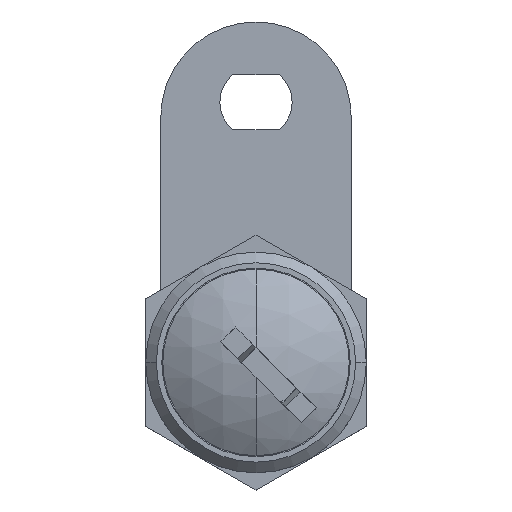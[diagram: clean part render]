
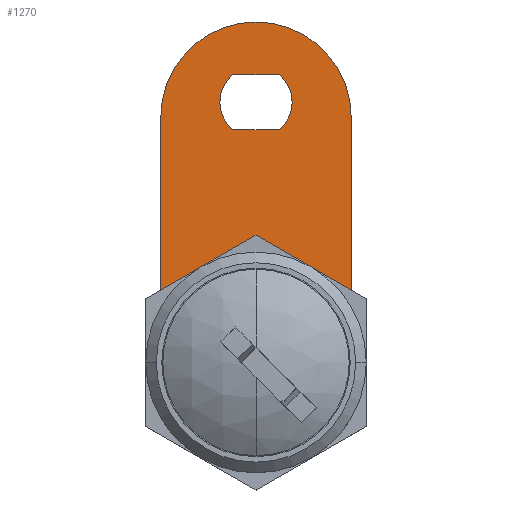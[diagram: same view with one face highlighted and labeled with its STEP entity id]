
A CAD part, top view. The second image highlights one B-rep face of the part: STEP entity #1270.
In plain terms, the highlighted planar face has unit normal (0, 0, 1).
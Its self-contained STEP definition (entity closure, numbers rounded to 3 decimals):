
#1243 = VERTEX_POINT ( 'NONE', #3206 ) ;
#1244 = ORIENTED_EDGE ( 'NONE', *, *, #1245, .F. ) ;
#1245 = EDGE_CURVE ( 'NONE', #1246, #1326, #3205, .T. ) ;
#1246 = VERTEX_POINT ( 'NONE', #3200 ) ;
#1247 = ORIENTED_EDGE ( 'NONE', *, *, #1248, .F. ) ;
#1248 = EDGE_CURVE ( 'NONE', #1249, #1246, #3199, .T. ) ;
#1249 = VERTEX_POINT ( 'NONE', #3195 ) ;
#1250 = ORIENTED_EDGE ( 'NONE', *, *, #1251, .F. ) ;
#1251 = EDGE_CURVE ( 'NONE', #1243, #1249, #3194, .T. ) ;
#1252 = EDGE_LOOP ( 'NONE', ( #1253, #1309, #1312, #1315 ) ) ;
#1253 = ORIENTED_EDGE ( 'NONE', *, *, #1254, .T. ) ;
#1254 = EDGE_CURVE ( 'NONE', #1255, #1308, #3189, .T. ) ;
#1255 = VERTEX_POINT ( 'NONE', #3184 ) ;
#1259 = EDGE_CURVE ( 'NONE', #1260, #1261, #3244, .T. ) ;
#1260 = VERTEX_POINT ( 'NONE', #3236 ) ;
#1261 = VERTEX_POINT ( 'NONE', #3235 ) ;
#1270 = ADVANCED_FACE ( 'NONE', ( #3219, #3218, #3217 ), #3279, .T. ) ;
#1271 = EDGE_LOOP ( 'NONE', ( #1324, #1244, #1247, #1250 ) ) ;
#1295 = ORIENTED_EDGE ( 'NONE', *, *, #1296, .F. ) ;
#1296 = EDGE_CURVE ( 'NONE', #1297, #1323, #3250, .T. ) ;
#1297 = VERTEX_POINT ( 'NONE', #3246 ) ;
#1298 = ORIENTED_EDGE ( 'NONE', *, *, #1299, .F. ) ;
#1299 = EDGE_CURVE ( 'NONE', #1261, #1297, #3311, .T. ) ;
#1300 = ORIENTED_EDGE ( 'NONE', *, *, #1259, .F. ) ;
#1308 = VERTEX_POINT ( 'NONE', #3291 ) ;
#1309 = ORIENTED_EDGE ( 'NONE', *, *, #1310, .T. ) ;
#1310 = EDGE_CURVE ( 'NONE', #1308, #1311, #3290, .T. ) ;
#1311 = VERTEX_POINT ( 'NONE', #3286 ) ;
#1312 = ORIENTED_EDGE ( 'NONE', *, *, #1313, .T. ) ;
#1313 = EDGE_CURVE ( 'NONE', #1311, #1314, #3285, .T. ) ;
#1314 = VERTEX_POINT ( 'NONE', #3280 ) ;
#1315 = ORIENTED_EDGE ( 'NONE', *, *, #1316, .T. ) ;
#1316 = EDGE_CURVE ( 'NONE', #1314, #1255, #3343, .T. ) ;
#1317 = EDGE_LOOP ( 'NONE', ( #1318, #1321, #1295, #1298, #1300 ) ) ;
#1318 = ORIENTED_EDGE ( 'NONE', *, *, #1319, .F. ) ;
#1319 = EDGE_CURVE ( 'NONE', #1320, #1260, #3339, .T. ) ;
#1320 = VERTEX_POINT ( 'NONE', #3335 ) ;
#1321 = ORIENTED_EDGE ( 'NONE', *, *, #1322, .F. ) ;
#1322 = EDGE_CURVE ( 'NONE', #1323, #1320, #3334, .T. ) ;
#1323 = VERTEX_POINT ( 'NONE', #3329 ) ;
#1324 = ORIENTED_EDGE ( 'NONE', *, *, #1325, .F. ) ;
#1325 = EDGE_CURVE ( 'NONE', #1326, #1243, #3328, .T. ) ;
#1326 = VERTEX_POINT ( 'NONE', #3324 ) ;
#3184 = CARTESIAN_POINT ( 'NONE',  ( 9.5, 24.5, 1.15 ) ) ;
#3185 = DIRECTION ( 'NONE',  ( 1., 0., 0. ) ) ;
#3186 = DIRECTION ( 'NONE',  ( 0., 0., 1. ) ) ;
#3187 = CARTESIAN_POINT ( 'NONE',  ( 0., 24.5, 1.15 ) ) ;
#3188 = AXIS2_PLACEMENT_3D ( 'NONE', #3187, #3186, #3185 ) ;
#3189 = CIRCLE ( 'NONE', #3188, 9.5 ) ;
#3190 = DIRECTION ( 'NONE',  ( 1., 0., 0. ) ) ;
#3191 = DIRECTION ( 'NONE',  ( 0., 0., 1. ) ) ;
#3192 = CARTESIAN_POINT ( 'NONE',  ( 0., 0., 1.15 ) ) ;
#3193 = AXIS2_PLACEMENT_3D ( 'NONE', #3192, #3191, #3190 ) ;
#3194 = CIRCLE ( 'NONE', #3193, 3.6 ) ;
#3195 = CARTESIAN_POINT ( 'NONE',  ( 2.75, -2.323, 1.15 ) ) ;
#3196 = DIRECTION ( 'NONE',  ( 0., 1., 0. ) ) ;
#3197 = VECTOR ( 'NONE', #3196, 1000. ) ;
#3198 = CARTESIAN_POINT ( 'NONE',  ( 2.75, 2.323, 1.15 ) ) ;
#3199 = LINE ( 'NONE', #3198, #3197 ) ;
#3200 = CARTESIAN_POINT ( 'NONE',  ( 2.75, 2.323, 1.15 ) ) ;
#3201 = DIRECTION ( 'NONE',  ( 1., 0., 0. ) ) ;
#3202 = DIRECTION ( 'NONE',  ( 0., 0., 1. ) ) ;
#3203 = CARTESIAN_POINT ( 'NONE',  ( 0., 0., 1.15 ) ) ;
#3204 = AXIS2_PLACEMENT_3D ( 'NONE', #3203, #3202, #3201 ) ;
#3205 = CIRCLE ( 'NONE', #3204, 3.6 ) ;
#3206 = CARTESIAN_POINT ( 'NONE',  ( -2.75, -2.323, 1.15 ) ) ;
#3217 = FACE_BOUND ( 'NONE', #1317, .T. ) ;
#3218 = FACE_OUTER_BOUND ( 'NONE', #1252, .T. ) ;
#3219 = FACE_BOUND ( 'NONE', #1271, .T. ) ;
#3235 = CARTESIAN_POINT ( 'NONE',  ( -3.6, 26., 1.15 ) ) ;
#3236 = CARTESIAN_POINT ( 'NONE',  ( -2.323, 28.75, 1.15 ) ) ;
#3237 = DIRECTION ( 'NONE',  ( 1., 0., 0. ) ) ;
#3238 = DIRECTION ( 'NONE',  ( 0., 0., 1. ) ) ;
#3239 = CARTESIAN_POINT ( 'NONE',  ( 0., 26., 1.15 ) ) ;
#3240 = AXIS2_PLACEMENT_3D ( 'NONE', #3239, #3238, #3237 ) ;
#3244 = CIRCLE ( 'NONE', #3240, 3.6 ) ;
#3246 = CARTESIAN_POINT ( 'NONE',  ( -2.323, 23.25, 1.15 ) ) ;
#3247 = DIRECTION ( 'NONE',  ( 1., 0., 0. ) ) ;
#3248 = VECTOR ( 'NONE', #3247, 1000. ) ;
#3249 = CARTESIAN_POINT ( 'NONE',  ( -2.323, 23.25, 1.15 ) ) ;
#3250 = LINE ( 'NONE', #3249, #3248 ) ;
#3275 = DIRECTION ( 'NONE',  ( 1., 0., 0. ) ) ;
#3276 = DIRECTION ( 'NONE',  ( 0., 0., 1. ) ) ;
#3277 = CARTESIAN_POINT ( 'NONE',  ( 0., 24.5, 1.15 ) ) ;
#3278 = AXIS2_PLACEMENT_3D ( 'NONE', #3277, #3276, #3275 ) ;
#3279 = PLANE ( 'NONE',  #3278 ) ;
#3280 = CARTESIAN_POINT ( 'NONE',  ( 9.5, 1.5, 1.15 ) ) ;
#3281 = DIRECTION ( 'NONE',  ( 1., 0., 0. ) ) ;
#3282 = DIRECTION ( 'NONE',  ( 0., 0., 1. ) ) ;
#3283 = CARTESIAN_POINT ( 'NONE',  ( 0., 1.5, 1.15 ) ) ;
#3284 = AXIS2_PLACEMENT_3D ( 'NONE', #3283, #3282, #3281 ) ;
#3285 = CIRCLE ( 'NONE', #3284, 9.5 ) ;
#3286 = CARTESIAN_POINT ( 'NONE',  ( -9.5, 1.5, 1.15 ) ) ;
#3287 = DIRECTION ( 'NONE',  ( 0., -1., 0. ) ) ;
#3288 = VECTOR ( 'NONE', #3287, 1000. ) ;
#3289 = CARTESIAN_POINT ( 'NONE',  ( -9.5, 24.5, 1.15 ) ) ;
#3290 = LINE ( 'NONE', #3289, #3288 ) ;
#3291 = CARTESIAN_POINT ( 'NONE',  ( -9.5, 24.5, 1.15 ) ) ;
#3307 = DIRECTION ( 'NONE',  ( 1., 0., 0. ) ) ;
#3308 = DIRECTION ( 'NONE',  ( 0., 0., 1. ) ) ;
#3309 = CARTESIAN_POINT ( 'NONE',  ( 0., 26., 1.15 ) ) ;
#3310 = AXIS2_PLACEMENT_3D ( 'NONE', #3309, #3308, #3307 ) ;
#3311 = CIRCLE ( 'NONE', #3310, 3.6 ) ;
#3324 = CARTESIAN_POINT ( 'NONE',  ( -2.75, 2.323, 1.15 ) ) ;
#3325 = DIRECTION ( 'NONE',  ( 0., -1., 0. ) ) ;
#3326 = VECTOR ( 'NONE', #3325, 1000. ) ;
#3327 = CARTESIAN_POINT ( 'NONE',  ( -2.75, 2.323, 1.15 ) ) ;
#3328 = LINE ( 'NONE', #3327, #3326 ) ;
#3329 = CARTESIAN_POINT ( 'NONE',  ( 2.323, 23.25, 1.15 ) ) ;
#3330 = DIRECTION ( 'NONE',  ( 1., 0., 0. ) ) ;
#3331 = DIRECTION ( 'NONE',  ( 0., 0., 1. ) ) ;
#3332 = CARTESIAN_POINT ( 'NONE',  ( 0., 26., 1.15 ) ) ;
#3333 = AXIS2_PLACEMENT_3D ( 'NONE', #3332, #3331, #3330 ) ;
#3334 = CIRCLE ( 'NONE', #3333, 3.6 ) ;
#3335 = CARTESIAN_POINT ( 'NONE',  ( 2.323, 28.75, 1.15 ) ) ;
#3336 = DIRECTION ( 'NONE',  ( -1., 0., 0. ) ) ;
#3337 = VECTOR ( 'NONE', #3336, 1000. ) ;
#3338 = CARTESIAN_POINT ( 'NONE',  ( -2.323, 28.75, 1.15 ) ) ;
#3339 = LINE ( 'NONE', #3338, #3337 ) ;
#3340 = DIRECTION ( 'NONE',  ( 0., 1., 0. ) ) ;
#3341 = VECTOR ( 'NONE', #3340, 1000. ) ;
#3342 = CARTESIAN_POINT ( 'NONE',  ( 9.5, 1.5, 1.15 ) ) ;
#3343 = LINE ( 'NONE', #3342, #3341 ) ;
